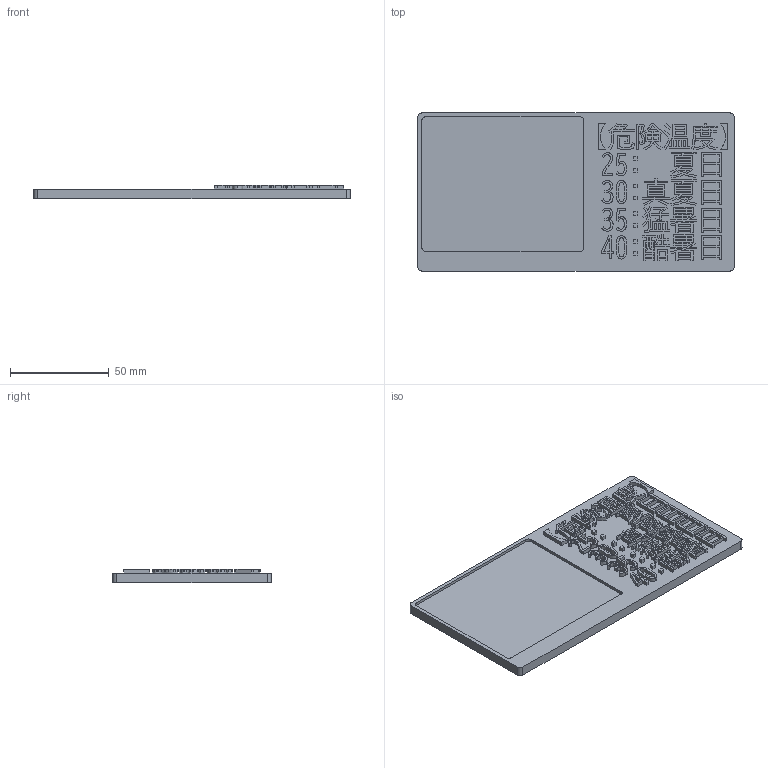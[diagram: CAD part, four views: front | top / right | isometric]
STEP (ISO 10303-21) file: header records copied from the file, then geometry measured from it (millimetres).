
FILE_DESCRIPTION(('Open CASCADE Model'),'2;1');
FILE_NAME('Open CASCADE Shape Model','2024-08-23T16:33:36',('Author'),( 'Open CASCADE'),'Open CASCADE STEP processor 7.7','Open CASCADE 7.7' ,'Unknown');
FILE_SCHEMA(('AUTOMOTIVE_DESIGN { 1 0 10303 214 1 1 1 1 }'));
Products named in the file (1): Open CASCADE STEP translator 7.7 1
Bounding box: 160 x 80 x 7 mm (x, y, z)
Volume: 58186.5 mm3; surface area: 33610.1 mm2
Topology: 1 solids, 1 shells, 952 faces, 2553 edges, 1702 vertices
Faces by surface type: plane 696, extrusion 248, cylinder 8
Entity records: 62818 total; most frequent: CARTESIAN_POINT 12838, DIRECTION 8327, VECTOR 6875, LINE 6627, ORIENTED_EDGE 5106, PCURVE 5106, DEFINITIONAL_REPRESENTATION 5106, EDGE_CURVE 2553
